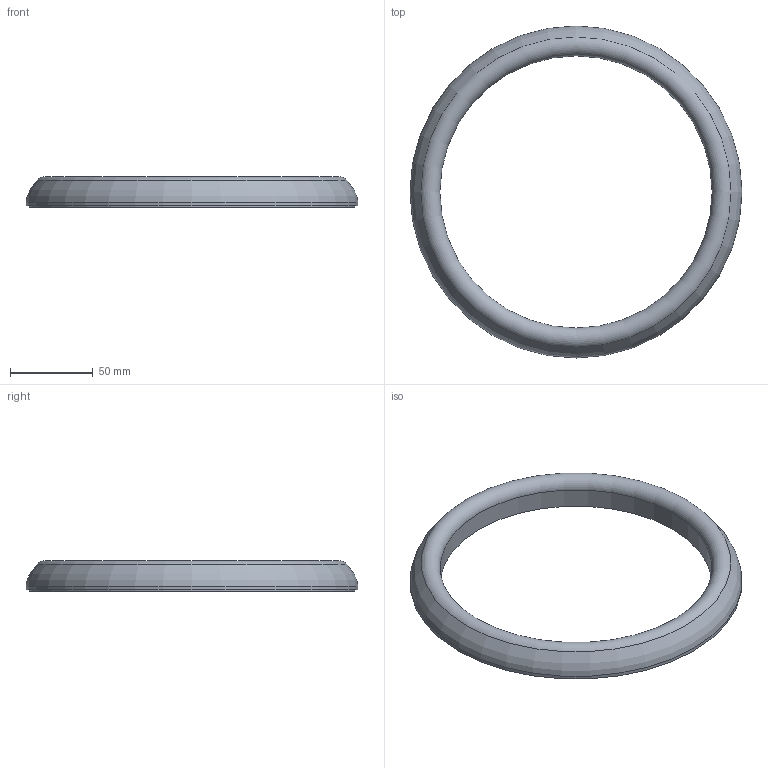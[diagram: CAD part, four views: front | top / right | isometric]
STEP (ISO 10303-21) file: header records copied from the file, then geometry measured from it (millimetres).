
FILE_DESCRIPTION(('FreeCAD Model'),'2;1');
FILE_NAME('Open CASCADE Shape Model','2024-05-12T09:47:49',('Author'),( ''),'Open CASCADE STEP processor 7.6','FreeCAD','Unknown');
FILE_SCHEMA(('AUTOMOTIVE_DESIGN { 1 0 10303 214 1 1 1 1 }'));
Length unit declared in the file: millimetre
Products named in the file (2): Front-Outer-Cover; Body080
Assembly tree (1 placements, depth 2):
  Front-Outer-Cover
    Body080
Bounding box: 200 x 200 x 18.5 mm (x, y, z)
Volume: 51980.6 mm3; surface area: 54482.4 mm2
Topology: 1 solids, 1 shells, 106 faces, 246 edges, 145 vertices
Faces by surface type: plane 83, cylinder 19, cone 2, torus 1, revolution 1
Full cylindrical faces by diameter (mm): 2 x13, 164 x1, 167.8 x1, 194 x1, 196 x1, 198 x1, 200 x1
Entity records: 3054 total; most frequent: DIRECTION 541, CARTESIAN_POINT 504, ORIENTED_EDGE 492, EDGE_CURVE 246, AXIS2_PLACEMENT_3D 188, LINE 164, VECTOR 164, VERTEX_POINT 145
